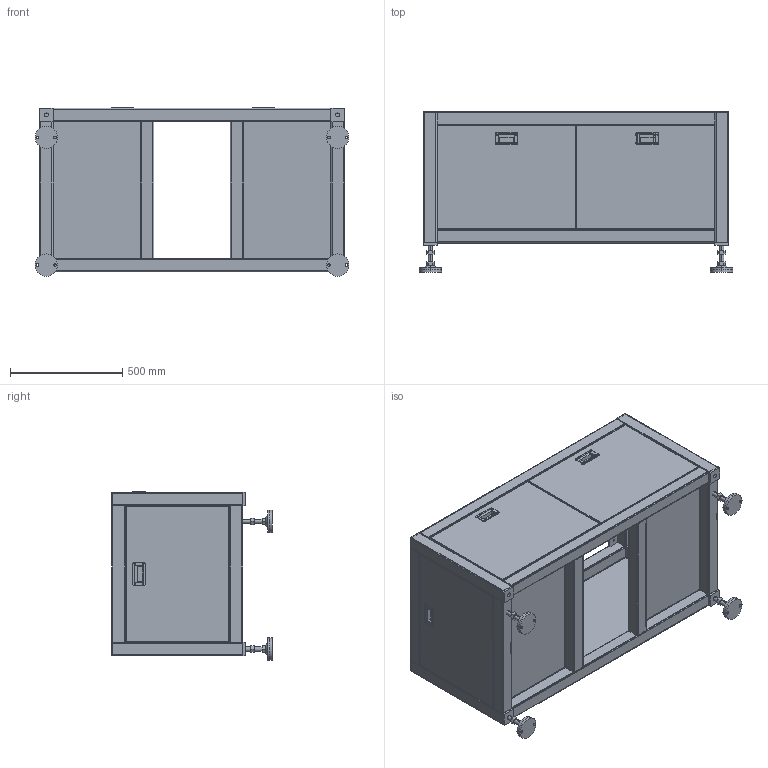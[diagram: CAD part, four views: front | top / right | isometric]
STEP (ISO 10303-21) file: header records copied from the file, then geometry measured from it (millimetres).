
FILE_DESCRIPTION (( 'STEP AP203' ), '1' );
FILE_NAME ('BC21165-A1-10.STEP', '2023-03-01T00:49:26', ( 'BCYF' ), ( '' ), 'SwSTEP 2.0', 'SolidWorks 2021', '' );
FILE_SCHEMA (( 'CONFIG_CONTROL_DESIGN' ));
Length unit declared in the file: millimetre
Products named in the file (6): BC21165-A1-032BCSF; BC21165-A1-10; BC21165-A1-030BCSF_Default<偌樓馱>; UWUANA-B; 不锈钢地脚 M20x150 （底盘100带减振垫）; BC21165-A1-031BCSF
Assembly tree (13 placements, depth 2):
  BC21165-A1-10
    UWUANA-B  x4
    不锈钢地脚 M20x150 （底盘100带减振垫）  x4
    BC21165-A1-030BCSF_Default<偌樓馱>
    BC21165-A1-031BCSF  x2
    BC21165-A1-032BCSF  x2
Bounding box: 1400 x 715 x 752.5 mm (x, y, z)
Volume: 13670644.5 mm3; surface area: 10604721.4 mm2
Topology: 51 solids, 51 shells, 1140 faces, 2710 edges, 1716 vertices
Faces by surface type: plane 610, cylinder 426, bspline 64, cone 40
Entity records: 22964 total; most frequent: CARTESIAN_POINT 5375, DIRECTION 3458, ORIENTED_EDGE 3408, EDGE_CURVE 1704, LINE 1172, VECTOR 1172, AXIS2_PLACEMENT_3D 1143, VERTEX_POINT 1092
